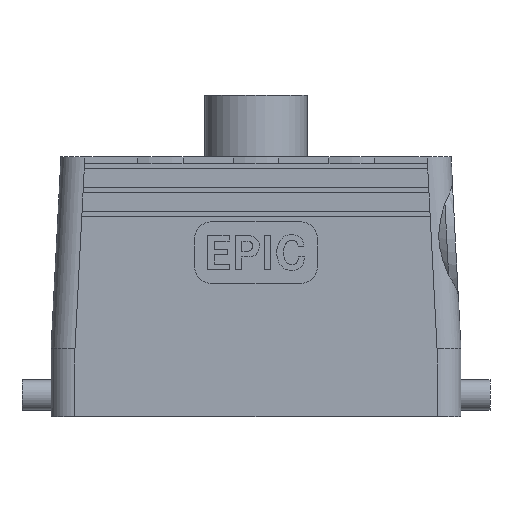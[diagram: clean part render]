
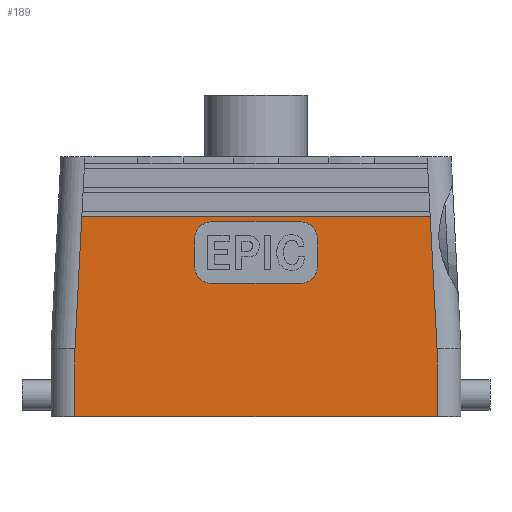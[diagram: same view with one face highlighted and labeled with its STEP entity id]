
A CAD part, front view. The second image highlights one B-rep face of the part: STEP entity #189.
In plain terms, the highlighted planar face has unit normal (0, -1, 0).
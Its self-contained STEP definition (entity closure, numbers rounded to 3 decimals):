
#189 = ADVANCED_FACE( '', ( #530, #531 ), #532, .F. );
#530 = FACE_OUTER_BOUND( '', #1047, .T. );
#531 = FACE_BOUND( '', #1048, .T. );
#532 = PLANE( '', #1049 );
#1047 = EDGE_LOOP( '', ( #1570, #1571, #1572, #1573, #1574, #1575 ) );
#1048 = EDGE_LOOP( '', ( #1576, #1577, #1578, #1579, #1580, #1581, #1582, #1583 ) );
#1049 = AXIS2_PLACEMENT_3D( '', #1584, #1585, #1586 );
#1570 = ORIENTED_EDGE( '', *, *, #3072, .F. );
#1571 = ORIENTED_EDGE( '', *, *, #3073, .F. );
#1572 = ORIENTED_EDGE( '', *, *, #3074, .T. );
#1573 = ORIENTED_EDGE( '', *, *, #3075, .T. );
#1574 = ORIENTED_EDGE( '', *, *, #3076, .T. );
#1575 = ORIENTED_EDGE( '', *, *, #3077, .F. );
#1576 = ORIENTED_EDGE( '', *, *, #3078, .T. );
#1577 = ORIENTED_EDGE( '', *, *, #3079, .T. );
#1578 = ORIENTED_EDGE( '', *, *, #3080, .T. );
#1579 = ORIENTED_EDGE( '', *, *, #3081, .T. );
#1580 = ORIENTED_EDGE( '', *, *, #3082, .T. );
#1581 = ORIENTED_EDGE( '', *, *, #3083, .T. );
#1582 = ORIENTED_EDGE( '', *, *, #3084, .T. );
#1583 = ORIENTED_EDGE( '', *, *, #3085, .T. );
#1584 = CARTESIAN_POINT( '', ( -60., -21.5, 20. ) );
#1585 = DIRECTION( '', ( 0., 1., 0. ) );
#1586 = DIRECTION( '', ( -1., 0., 0. ) );
#3072 = EDGE_CURVE( '', #3632, #3633, #3634, .F. );
#3073 = EDGE_CURVE( '', #3635, #3632, #3636, .T. );
#3074 = EDGE_CURVE( '', #3635, #3637, #3638, .F. );
#3075 = EDGE_CURVE( '', #3637, #3639, #3640, .T. );
#3076 = EDGE_CURVE( '', #3639, #3641, #3642, .T. );
#3077 = EDGE_CURVE( '', #3633, #3641, #3643, .T. );
#3078 = EDGE_CURVE( '', #3644, #3645, #3646, .T. );
#3079 = EDGE_CURVE( '', #3645, #3647, #3648, .T. );
#3080 = EDGE_CURVE( '', #3647, #3649, #3650, .T. );
#3081 = EDGE_CURVE( '', #3649, #3651, #3652, .T. );
#3082 = EDGE_CURVE( '', #3651, #3653, #3654, .T. );
#3083 = EDGE_CURVE( '', #3653, #3655, #3656, .T. );
#3084 = EDGE_CURVE( '', #3655, #3657, #3658, .T. );
#3085 = EDGE_CURVE( '', #3657, #3644, #3659, .T. );
#3632 = VERTEX_POINT( '', #4468 );
#3633 = VERTEX_POINT( '', #4469 );
#3634 = LINE( '', #4470, #4471 );
#3635 = VERTEX_POINT( '', #4472 );
#3636 = LINE( '', #4473, #4474 );
#3637 = VERTEX_POINT( '', #4475 );
#3638 = LINE( '', #4476, #4477 );
#3639 = VERTEX_POINT( '', #4478 );
#3640 = LINE( '', #4479, #4480 );
#3641 = VERTEX_POINT( '', #4481 );
#3642 = LINE( '', #4482, #4483 );
#3643 = LINE( '', #4484, #4485 );
#3644 = VERTEX_POINT( '', #4486 );
#3645 = VERTEX_POINT( '', #4487 );
#3646 = CIRCLE( '', #4488, 5. );
#3647 = VERTEX_POINT( '', #4489 );
#3648 = LINE( '', #4490, #4491 );
#3649 = VERTEX_POINT( '', #4492 );
#3650 = CIRCLE( '', #4493, 5. );
#3651 = VERTEX_POINT( '', #4494 );
#3652 = LINE( '', #4495, #4496 );
#3653 = VERTEX_POINT( '', #4497 );
#3654 = CIRCLE( '', #4498, 5. );
#3655 = VERTEX_POINT( '', #4499 );
#3656 = LINE( '', #4500, #4501 );
#3657 = VERTEX_POINT( '', #4502 );
#3658 = CIRCLE( '', #4503, 5. );
#3659 = LINE( '', #4504, #4505 );
#4468 = CARTESIAN_POINT( '', ( 50.997, -21.5, 58.5 ) );
#4469 = CARTESIAN_POINT( '', ( 53., -21.5, 19.819 ) );
#4470 = CARTESIAN_POINT( '', ( 53.009, -21.5, 19.638 ) );
#4471 = VECTOR( '', #5816, 1000. );
#4472 = CARTESIAN_POINT( '', ( -50.997, -21.5, 58.5 ) );
#4473 = CARTESIAN_POINT( '', ( -50.997, -21.5, 58.5 ) );
#4474 = VECTOR( '', #5817, 1000. );
#4475 = CARTESIAN_POINT( '', ( -53., -21.5, 19.819 ) );
#4476 = CARTESIAN_POINT( '', ( -53.009, -21.5, 19.638 ) );
#4477 = VECTOR( '', #5818, 1000. );
#4478 = CARTESIAN_POINT( '', ( -53., -21.5, 0. ) );
#4479 = CARTESIAN_POINT( '', ( -53., -21.5, 20. ) );
#4480 = VECTOR( '', #5819, 1000. );
#4481 = CARTESIAN_POINT( '', ( 53., -21.5, 0. ) );
#4482 = CARTESIAN_POINT( '', ( -60., -21.5, 0. ) );
#4483 = VECTOR( '', #5820, 1000. );
#4484 = CARTESIAN_POINT( '', ( 53., -21.5, 20. ) );
#4485 = VECTOR( '', #5821, 1000. );
#4486 = CARTESIAN_POINT( '', ( -18., -21.5, 52. ) );
#4487 = CARTESIAN_POINT( '', ( -13., -21.5, 57. ) );
#4488 = AXIS2_PLACEMENT_3D( '', #5822, #5823, #5824 );
#4489 = CARTESIAN_POINT( '', ( 13., -21.5, 57. ) );
#4490 = CARTESIAN_POINT( '', ( -13., -21.5, 57. ) );
#4491 = VECTOR( '', #5825, 1000. );
#4492 = CARTESIAN_POINT( '', ( 18., -21.5, 52. ) );
#4493 = AXIS2_PLACEMENT_3D( '', #5826, #5827, #5828 );
#4494 = CARTESIAN_POINT( '', ( 18., -21.5, 44. ) );
#4495 = CARTESIAN_POINT( '', ( 18., -21.5, 52. ) );
#4496 = VECTOR( '', #5829, 1000. );
#4497 = CARTESIAN_POINT( '', ( 13., -21.5, 39. ) );
#4498 = AXIS2_PLACEMENT_3D( '', #5830, #5831, #5832 );
#4499 = CARTESIAN_POINT( '', ( -13., -21.5, 39. ) );
#4500 = CARTESIAN_POINT( '', ( -13., -21.5, 39. ) );
#4501 = VECTOR( '', #5833, 1000. );
#4502 = CARTESIAN_POINT( '', ( -18., -21.5, 44. ) );
#4503 = AXIS2_PLACEMENT_3D( '', #5834, #5835, #5836 );
#4504 = CARTESIAN_POINT( '', ( -18., -21.5, 44. ) );
#4505 = VECTOR( '', #5837, 1000. );
#5816 = DIRECTION( '', ( -0.052, 0., 0.999 ) );
#5817 = DIRECTION( '', ( 1., 0., 0. ) );
#5818 = DIRECTION( '', ( 0.052, 0., 0.999 ) );
#5819 = DIRECTION( '', ( 0., 0., -1. ) );
#5820 = DIRECTION( '', ( 1., 0., 0. ) );
#5821 = DIRECTION( '', ( 0., 0., -1. ) );
#5822 = CARTESIAN_POINT( '', ( -13., -21.5, 52. ) );
#5823 = DIRECTION( '', ( 0., 1., 0. ) );
#5824 = DIRECTION( '', ( 1., 0., 0. ) );
#5825 = DIRECTION( '', ( 1., 0., 0. ) );
#5826 = CARTESIAN_POINT( '', ( 13., -21.5, 52. ) );
#5827 = DIRECTION( '', ( 0., 1., 0. ) );
#5828 = DIRECTION( '', ( -1., 0., 0. ) );
#5829 = DIRECTION( '', ( 0., 0., -1. ) );
#5830 = CARTESIAN_POINT( '', ( 13., -21.5, 44. ) );
#5831 = DIRECTION( '', ( 0., 1., 0. ) );
#5832 = DIRECTION( '', ( 1., 0., 0. ) );
#5833 = DIRECTION( '', ( -1., 0., 0. ) );
#5834 = CARTESIAN_POINT( '', ( -13., -21.5, 44. ) );
#5835 = DIRECTION( '', ( 0., 1., 0. ) );
#5836 = DIRECTION( '', ( 1., 0., 0. ) );
#5837 = DIRECTION( '', ( 0., 0., 1. ) );
